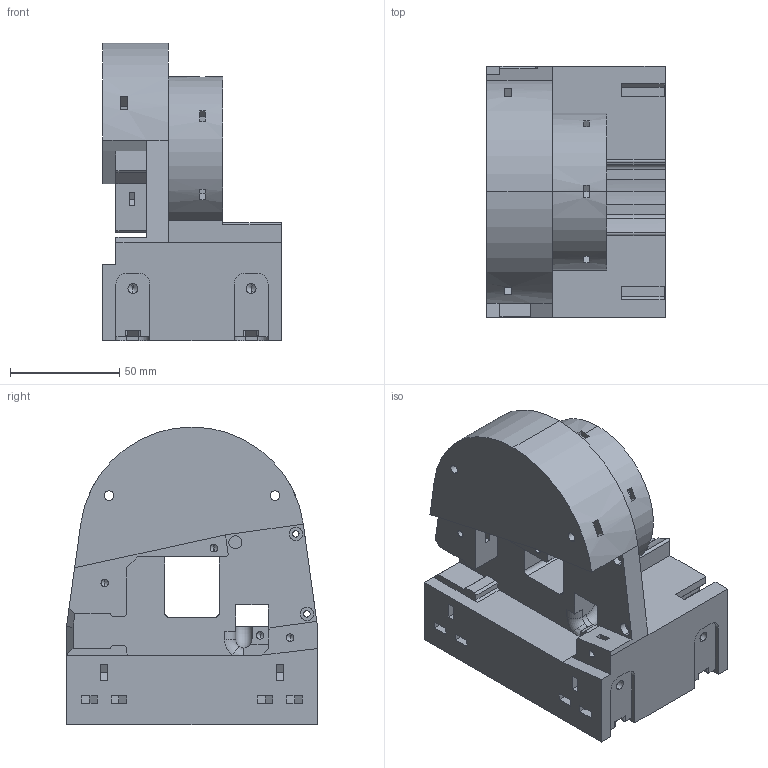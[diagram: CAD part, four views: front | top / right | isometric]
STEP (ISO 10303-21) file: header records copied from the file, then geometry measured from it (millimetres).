
FILE_DESCRIPTION (( 'STEP AP214' ), '1' );
FILE_NAME ('base_housing.STEP', '2025-03-31T14:03:36', ( '' ), ( '' ), 'SwSTEP 2.0', 'SolidWorks 2025', '' );
FILE_SCHEMA (( 'AUTOMOTIVE_DESIGN' ));
Length unit declared in the file: millimetre
Products named in the file (1): base_housing_default
Bounding box: 81.7 x 115 x 136.5 mm (x, y, z)
Volume: 545971.9 mm3; surface area: 92781.4 mm2
Topology: 1 solids, 1 shells, 498 faces, 1325 edges, 830 vertices
Faces by surface type: plane 292, cylinder 157, cone 46, torus 2, bspline 1
Entity records: 15207 total; most frequent: CARTESIAN_POINT 2732, ORIENTED_EDGE 2566, DIRECTION 2564, EDGE_CURVE 1283, LINE 944, VECTOR 944, VERTEX_POINT 830, AXIS2_PLACEMENT_3D 810
